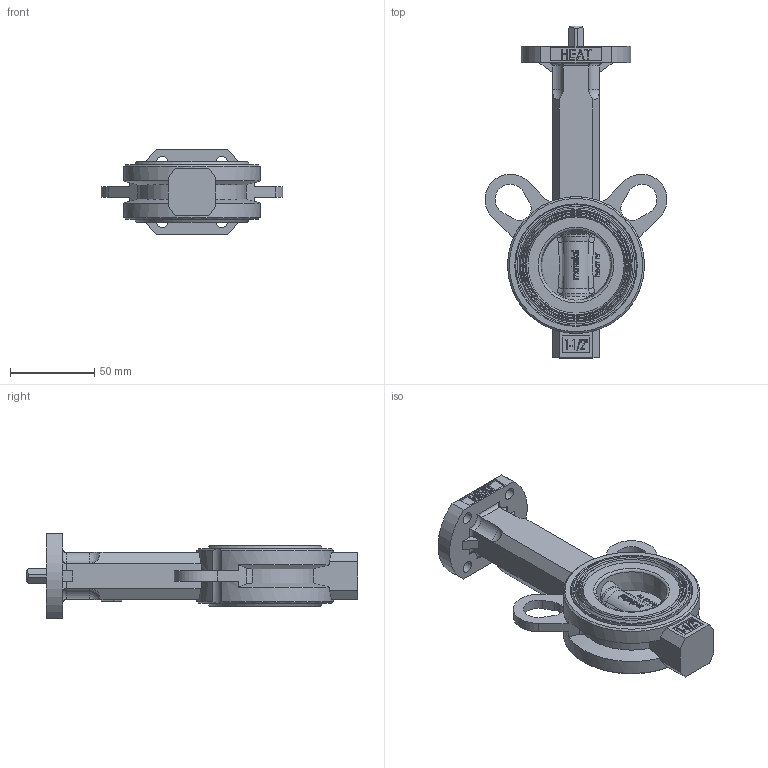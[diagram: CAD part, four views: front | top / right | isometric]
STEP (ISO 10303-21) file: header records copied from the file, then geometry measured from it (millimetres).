
FILE_DESCRIPTION (( 'STEP AP214' ), '1' );
FILE_NAME ('D1K0040.STEP', '2016-04-25T13:09:50', ( '' ), ( '' ), 'SwSTEP 2.0', 'SolidWorks 2014', '' );
FILE_SCHEMA (( 'AUTOMOTIVE_DESIGN' ));
Length unit declared in the file: millimetre
Products named in the file (1): D1K0040
Bounding box: 107.67 x 196.7 x 50 mm (x, y, z)
Surface area: 55723.2 mm2 (no closed solid volume)
Topology: 0 solids, 11 shells, 620 faces, 1954 edges, 1357 vertices
Faces by surface type: plane 396, bspline 109, cylinder 61, cone 44, torus 6, sphere 4
Full cylindrical faces by diameter (mm): 3.3 x1, 4.7 x2, 5 x3, 7 x4, 9.4 x1, 9.6 x1, 31 x1, 33 x1, 69.5 x2, 71.6 x2
Entity records: 34785 total; most frequent: CARTESIAN_POINT 12145, ORIENTED_EDGE 3324, DIRECTION 2656, EDGE_CURVE 1909, VERTEX_POINT 1350, LINE 1194, VECTOR 1194, EDGE_LOOP 756
